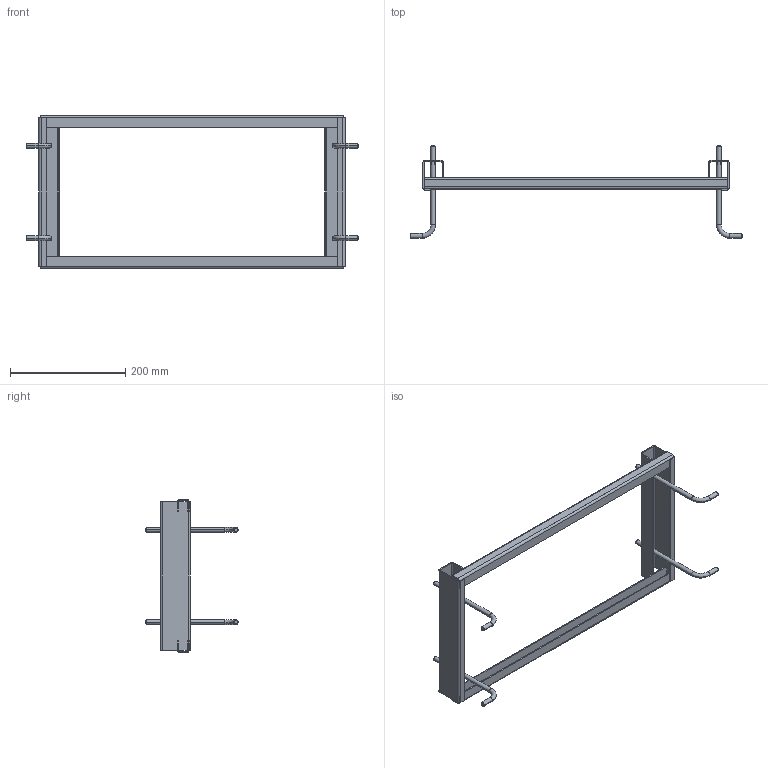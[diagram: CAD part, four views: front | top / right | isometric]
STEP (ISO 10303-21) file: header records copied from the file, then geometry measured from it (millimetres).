
FILE_DESCRIPTION (( 'STEP AP203' ), '1' );
FILE_NAME ('095777306.STEP', '2017-01-23T07:32:00', ( '' ), ( '' ), 'SwSTEP 2.0', 'SolidWorks 2016', '' );
FILE_SCHEMA (( 'CONFIG_CONTROL_DESIGN' ));
Length unit declared in the file: millimetre
Products named in the file (4): Ãîðèçîíòàëüíàÿ ðåéêà_001645450; Âåðòèêàëüíàÿ ðåéêà; 栺歑緪薤; 095777306
Assembly tree (8 placements, depth 2):
  095777306
    Ãîðèçîíòàëüíàÿ ðåéêà_001645450  x2
    Âåðòèêàëüíàÿ ðåéêà  x2
    栺歑緪薤  x4
Bounding box: 575 x 160 x 265 mm (x, y, z)
Volume: 274290.8 mm3; surface area: 263626.3 mm2
Topology: 8 solids, 8 shells, 272 faces, 616 edges, 376 vertices
Faces by surface type: plane 172, cylinder 76, cone 16, torus 8
Entity records: 3178 total; most frequent: DIRECTION 494, CARTESIAN_POINT 445, ORIENTED_EDGE 424, EDGE_CURVE 212, AXIS2_PLACEMENT_3D 175, VECTOR 144, LINE 144, VERTEX_POINT 126
